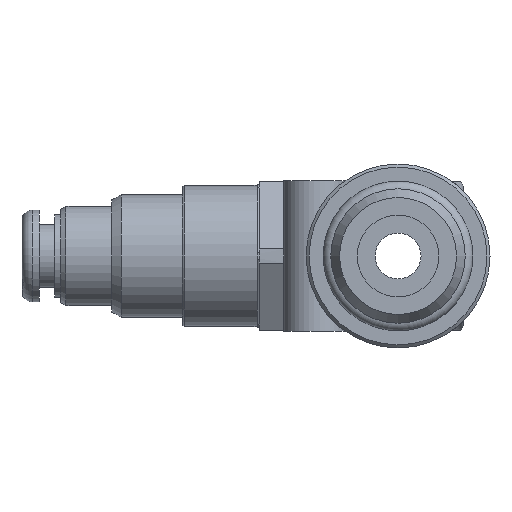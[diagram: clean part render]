
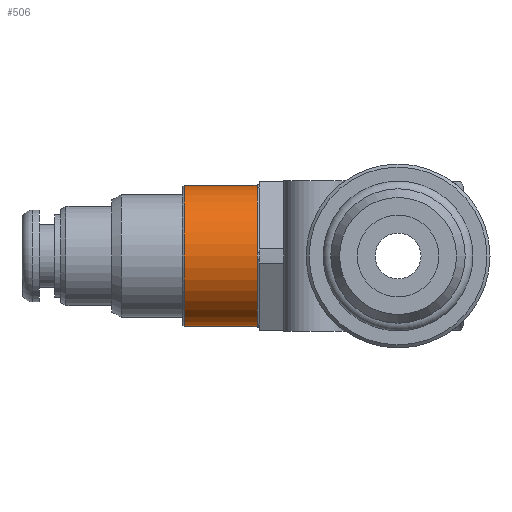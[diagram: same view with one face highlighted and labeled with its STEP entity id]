
A CAD part, left-side view. The second image highlights one B-rep face of the part: STEP entity #506.
In plain terms, the highlighted cylindrical face has radius 6.9 mm (diameter 13.8 mm), a full revolution.
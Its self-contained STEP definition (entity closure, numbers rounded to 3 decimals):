
#506 = ADVANCED_FACE( '', ( #1066, #1067 ), #1068, .T. );
#1066 = FACE_OUTER_BOUND( '', #1699, .T. );
#1067 = FACE_OUTER_BOUND( '', #1700, .T. );
#1068 = CYLINDRICAL_SURFACE( '', #1701, 6.9 );
#1699 = EDGE_LOOP( '', ( #2768 ) );
#1700 = EDGE_LOOP( '', ( #2769 ) );
#1701 = AXIS2_PLACEMENT_3D( '', #2770, #2771, #2772 );
#2768 = ORIENTED_EDGE( '', *, *, #3524, .F. );
#2769 = ORIENTED_EDGE( '', *, *, #3751, .T. );
#2770 = CARTESIAN_POINT( '', ( 21., 0., 0. ) );
#2771 = DIRECTION( '', ( -1., 0., 0. ) );
#2772 = DIRECTION( '', ( 0., 0., -1. ) );
#3524 = EDGE_CURVE( '', #4166, #4166, #4167, .T. );
#3751 = EDGE_CURVE( '', #4512, #4512, #4513, .T. );
#4166 = VERTEX_POINT( '', #5154 );
#4167 = CIRCLE( '', #5155, 6.9 );
#4512 = VERTEX_POINT( '', #6061 );
#4513 = CIRCLE( '', #6062, 6.9 );
#5154 = CARTESIAN_POINT( '', ( 8.9, 0., -6.9 ) );
#5155 = AXIS2_PLACEMENT_3D( '', #6552, #6553, #6554 );
#6061 = CARTESIAN_POINT( '', ( 1.8, 0., -6.9 ) );
#6062 = AXIS2_PLACEMENT_3D( '', #6821, #6822, #6823 );
#6552 = CARTESIAN_POINT( '', ( 8.9, 0., 0. ) );
#6553 = DIRECTION( '', ( 1., 0., 0. ) );
#6554 = DIRECTION( '', ( 0., 0., -1. ) );
#6821 = CARTESIAN_POINT( '', ( 1.8, 0., 0. ) );
#6822 = DIRECTION( '', ( 1., 0., 0. ) );
#6823 = DIRECTION( '', ( 0., 0., -1. ) );
